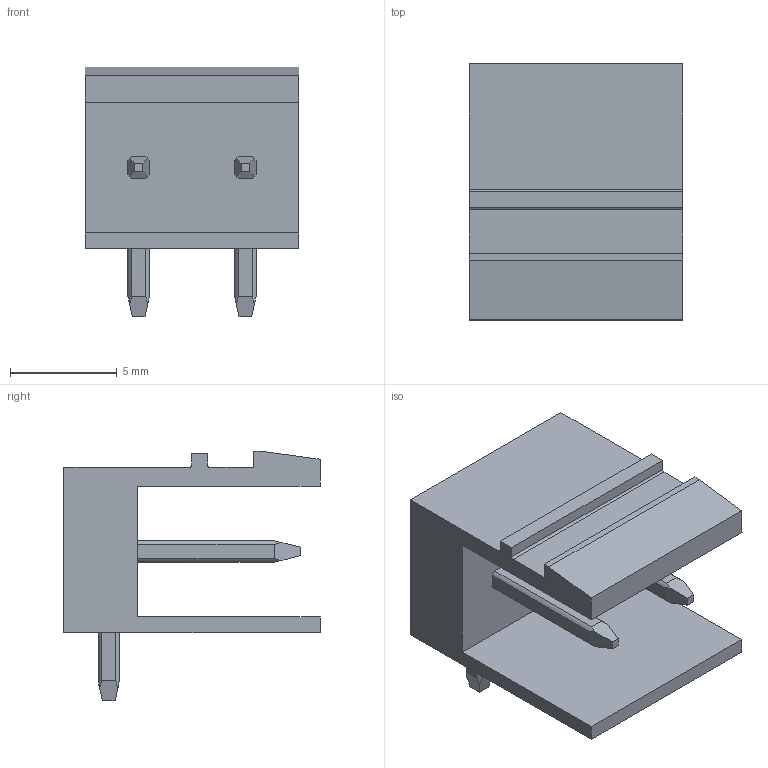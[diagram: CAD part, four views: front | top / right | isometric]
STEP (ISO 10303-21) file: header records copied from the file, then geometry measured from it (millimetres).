
FILE_DESCRIPTION(('CATIA V5 STEP Exchange','CAx-IF Rec.Pracs.--- Model Styling and Organization---1.2---2011-12-15'),'2;1');
FILE_NAME ('D1452862_0_1571130000_1571130000.stp','2018-10-13T05:37:37+00:00',('none'),('Weidmueller'),'CATIA Version 5-6 Release 2014','CATIA V5 STEP AP214','none');
FILE_SCHEMA(('AUTOMOTIVE_DESIGN { 1 0 10303 214 1 1 1 1 }'));
Length unit declared in the file: millimetre
Products named in the file (1): 1571130000
Bounding box: 10 x 12 x 11.7 mm (x, y, z)
Volume: 447.6 mm3; surface area: 822 mm2
Topology: 3 solids, 3 shells, 95 faces, 251 edges, 162 vertices
Faces by surface type: plane 61, cylinder 34
Entity records: 2687 total; most frequent: CARTESIAN_POINT 600, ORIENTED_EDGE 502, DIRECTION 289, EDGE_CURVE 245, VECTOR 165, LINE 165, VERTEX_POINT 154, EDGE_LOOP 99
